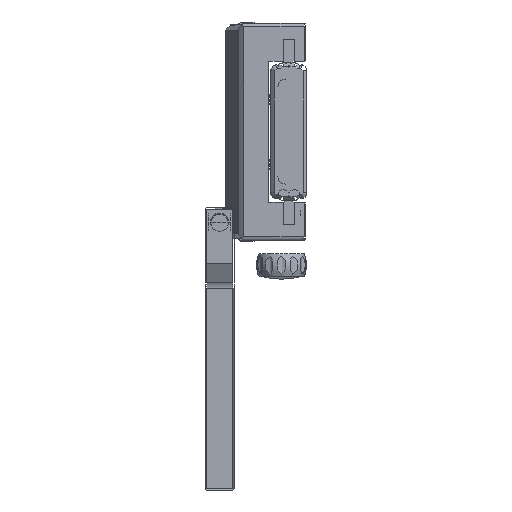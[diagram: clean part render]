
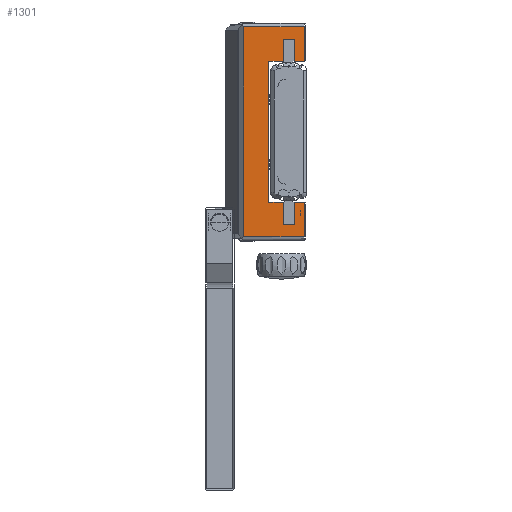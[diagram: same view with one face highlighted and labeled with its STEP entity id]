
A CAD part, left-side view. The second image highlights one B-rep face of the part: STEP entity #1301.
In plain terms, the highlighted planar face has unit normal (-1, 0, 0).
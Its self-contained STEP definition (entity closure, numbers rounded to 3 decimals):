
#1=DIRECTION('',(0.,-1.,0.));
#2=VECTOR('',#1,2.79);
#3=CARTESIAN_POINT('',(-85.,-1.51,-19.5));
#4=LINE('',#3,#2);
#5=DIRECTION('',(0.,0.,-1.));
#6=VECTOR('',#5,9.5);
#7=CARTESIAN_POINT('',(-85.,-4.3,-19.5));
#8=LINE('',#7,#6);
#9=DIRECTION('',(0.,-1.,0.));
#10=VECTOR('',#9,16.8);
#11=CARTESIAN_POINT('',(-85.,12.5,-29.));
#12=LINE('',#11,#10);
#13=DIRECTION('',(0.,0.,-1.));
#14=VECTOR('',#13,58.);
#15=CARTESIAN_POINT('',(-85.,12.5,29.));
#16=LINE('',#15,#14);
#17=DIRECTION('',(0.,1.,0.));
#18=VECTOR('',#17,16.8);
#19=CARTESIAN_POINT('',(-85.,-4.3,29.));
#20=LINE('',#19,#18);
#21=DIRECTION('',(0.,0.,-1.));
#22=VECTOR('',#21,9.5);
#23=CARTESIAN_POINT('',(-85.,-4.3,29.));
#24=LINE('',#23,#22);
#25=DIRECTION('',(0.,1.,0.));
#26=VECTOR('',#25,2.79);
#27=CARTESIAN_POINT('',(-85.,-4.3,19.5));
#28=LINE('',#27,#26);
#29=DIRECTION('',(0.,0.,1.));
#30=VECTOR('',#29,6.);
#31=CARTESIAN_POINT('',(-85.,-1.51,19.5));
#32=LINE('',#31,#30);
#33=DIRECTION('',(0.,1.,0.));
#34=VECTOR('',#33,3.02);
#35=CARTESIAN_POINT('',(-85.,-1.51,25.5));
#36=LINE('',#35,#34);
#37=DIRECTION('',(0.,0.,-1.));
#38=VECTOR('',#37,6.);
#39=CARTESIAN_POINT('',(-85.,1.51,25.5));
#40=LINE('',#39,#38);
#41=DIRECTION('',(0.,1.,0.));
#42=VECTOR('',#41,3.99);
#43=CARTESIAN_POINT('',(-85.,1.51,19.5));
#44=LINE('',#43,#42);
#45=DIRECTION('',(0.,0.,-1.));
#46=VECTOR('',#45,39.);
#47=CARTESIAN_POINT('',(-85.,5.5,19.5));
#48=LINE('',#47,#46);
#49=DIRECTION('',(0.,-1.,0.));
#50=VECTOR('',#49,3.99);
#51=CARTESIAN_POINT('',(-85.,5.5,-19.5));
#52=LINE('',#51,#50);
#53=DIRECTION('',(0.,0.,-1.));
#54=VECTOR('',#53,6.1);
#55=CARTESIAN_POINT('',(-85.,1.51,-19.5));
#56=LINE('',#55,#54);
#57=DIRECTION('',(0.,-1.,0.));
#58=VECTOR('',#57,3.02);
#59=CARTESIAN_POINT('',(-85.,1.51,-25.6));
#60=LINE('',#59,#58);
#61=DIRECTION('',(0.,0.,1.));
#62=VECTOR('',#61,6.1);
#63=CARTESIAN_POINT('',(-85.,-1.51,-25.6));
#64=LINE('',#63,#62);
#728=CARTESIAN_POINT('',(-85.,12.5,29.));
#935=CARTESIAN_POINT('',(-85.,-1.51,-25.6));
#936=CARTESIAN_POINT('',(-85.,1.51,-25.6));
#937=VERTEX_POINT('',#935);
#938=VERTEX_POINT('',#936);
#939=CARTESIAN_POINT('',(-85.,1.51,25.5));
#940=CARTESIAN_POINT('',(-85.,-1.51,25.5));
#941=VERTEX_POINT('',#939);
#942=VERTEX_POINT('',#940);
#951=CARTESIAN_POINT('',(-85.,1.51,-19.5));
#952=CARTESIAN_POINT('',(-85.,5.5,-19.5));
#953=VERTEX_POINT('',#951);
#954=VERTEX_POINT('',#952);
#955=CARTESIAN_POINT('',(-85.,5.5,19.5));
#956=VERTEX_POINT('',#955);
#957=CARTESIAN_POINT('',(-85.,1.51,19.5));
#958=VERTEX_POINT('',#957);
#967=CARTESIAN_POINT('',(-85.,-1.51,19.5));
#968=VERTEX_POINT('',#967);
#969=CARTESIAN_POINT('',(-85.,-1.51,-19.5));
#970=VERTEX_POINT('',#969);
#1019=VERTEX_POINT('',#728);
#1020=CARTESIAN_POINT('',(-85.,12.5,-29.));
#1021=VERTEX_POINT('',#1020);
#1030=CARTESIAN_POINT('',(-85.,-4.3,-29.));
#1032=VERTEX_POINT('',#1030);
#1052=CARTESIAN_POINT('',(-85.,-4.3,29.));
#1053=VERTEX_POINT('',#1052);
#1066=CARTESIAN_POINT('',(-85.,-4.3,-19.5));
#1067=VERTEX_POINT('',#1066);
#1068=CARTESIAN_POINT('',(-85.,-4.3,19.5));
#1069=VERTEX_POINT('',#1068);
#1262=CARTESIAN_POINT('',(-85.,0.,0.));
#1263=DIRECTION('',(1.,0.,0.));
#1264=DIRECTION('',(0.,-1.,0.));
#1265=AXIS2_PLACEMENT_3D('',#1262,#1263,#1264);
#1266=PLANE('',#1265);
#1268=ORIENTED_EDGE('',*,*,#1267,.T.);
#1270=ORIENTED_EDGE('',*,*,#1269,.T.);
#1272=ORIENTED_EDGE('',*,*,#1271,.F.);
#1274=ORIENTED_EDGE('',*,*,#1273,.F.);
#1276=ORIENTED_EDGE('',*,*,#1275,.F.);
#1278=ORIENTED_EDGE('',*,*,#1277,.T.);
#1280=ORIENTED_EDGE('',*,*,#1279,.T.);
#1282=ORIENTED_EDGE('',*,*,#1281,.T.);
#1284=ORIENTED_EDGE('',*,*,#1283,.T.);
#1286=ORIENTED_EDGE('',*,*,#1285,.T.);
#1288=ORIENTED_EDGE('',*,*,#1287,.T.);
#1290=ORIENTED_EDGE('',*,*,#1289,.T.);
#1292=ORIENTED_EDGE('',*,*,#1291,.T.);
#1294=ORIENTED_EDGE('',*,*,#1293,.T.);
#1296=ORIENTED_EDGE('',*,*,#1295,.T.);
#1298=ORIENTED_EDGE('',*,*,#1297,.T.);
#1299=EDGE_LOOP('',(#1268,#1270,#1272,#1274,#1276,#1278,#1280,#1282,#1284,#1286,
#1288,#1290,#1292,#1294,#1296,#1298));
#1300=FACE_OUTER_BOUND('',#1299,.F.);
#1301=ADVANCED_FACE('',(#1300),#1266,.F.);
#1267=EDGE_CURVE('',#970,#1067,#4,.T.);
#1269=EDGE_CURVE('',#1067,#1032,#8,.T.);
#1271=EDGE_CURVE('',#1021,#1032,#12,.T.);
#1273=EDGE_CURVE('',#1019,#1021,#16,.T.);
#1275=EDGE_CURVE('',#1053,#1019,#20,.T.);
#1277=EDGE_CURVE('',#1053,#1069,#24,.T.);
#1279=EDGE_CURVE('',#1069,#968,#28,.T.);
#1281=EDGE_CURVE('',#968,#942,#32,.T.);
#1283=EDGE_CURVE('',#942,#941,#36,.T.);
#1285=EDGE_CURVE('',#941,#958,#40,.T.);
#1287=EDGE_CURVE('',#958,#956,#44,.T.);
#1289=EDGE_CURVE('',#956,#954,#48,.T.);
#1291=EDGE_CURVE('',#954,#953,#52,.T.);
#1293=EDGE_CURVE('',#953,#938,#56,.T.);
#1295=EDGE_CURVE('',#938,#937,#60,.T.);
#1297=EDGE_CURVE('',#937,#970,#64,.T.);
